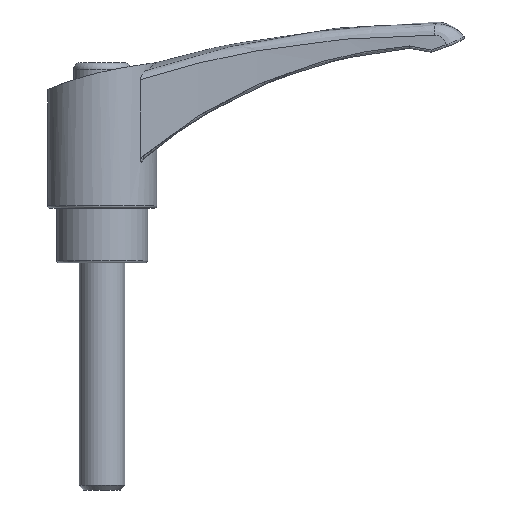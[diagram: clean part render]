
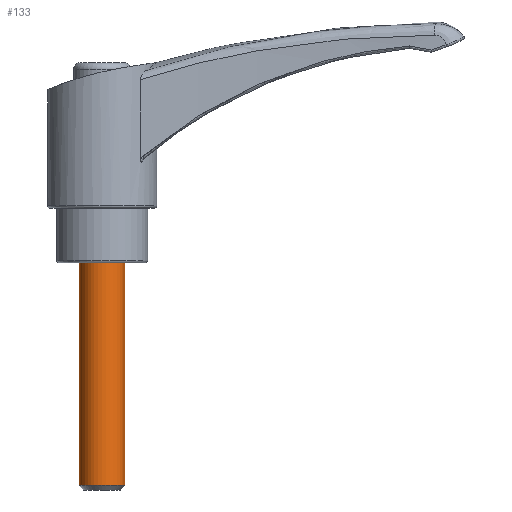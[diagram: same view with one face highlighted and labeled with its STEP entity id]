
A CAD part, front view. The second image highlights one B-rep face of the part: STEP entity #133.
In plain terms, the highlighted cylindrical face has radius 5 mm (diameter 10 mm), a full revolution.
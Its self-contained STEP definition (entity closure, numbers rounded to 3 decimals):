
#133 = ADVANCED_FACE( '', ( #300, #301 ), #302, .T. );
#300 = FACE_OUTER_BOUND( '', #2223, .T. );
#301 = FACE_OUTER_BOUND( '', #2224, .T. );
#302 = CYLINDRICAL_SURFACE( '', #2225, 5. );
#2223 = EDGE_LOOP( '', ( #3978 ) );
#2224 = EDGE_LOOP( '', ( #3979 ) );
#2225 = AXIS2_PLACEMENT_3D( '', #3980, #3981, #3982 );
#3978 = ORIENTED_EDGE( '', *, *, #4248, .T. );
#3979 = ORIENTED_EDGE( '', *, *, #4336, .T. );
#3980 = CARTESIAN_POINT( '', ( 0., 0., -62. ) );
#3981 = DIRECTION( '', ( 0., 0., -1. ) );
#3982 = DIRECTION( '', ( 1., 0., 0. ) );
#4248 = EDGE_CURVE( '', #4455, #4455, #4456, .F. );
#4336 = EDGE_CURVE( '', #4589, #4589, #4590, .T. );
#4455 = VERTEX_POINT( '', #5061 );
#4456 = CIRCLE( '', #5062, 5. );
#4589 = VERTEX_POINT( '', #6361 );
#4590 = CIRCLE( '', #6362, 5. );
#5061 = CARTESIAN_POINT( '', ( -5., 0., -61. ) );
#5062 = AXIS2_PLACEMENT_3D( '', #6960, #6961, #6962 );
#6361 = CARTESIAN_POINT( '', ( 0., 5., -12. ) );
#6362 = AXIS2_PLACEMENT_3D( '', #7011, #7012, #7013 );
#6960 = CARTESIAN_POINT( '', ( 0., 0., -61. ) );
#6961 = DIRECTION( '', ( 0., 0., -1. ) );
#6962 = DIRECTION( '', ( -1., 0., 0. ) );
#7011 = CARTESIAN_POINT( '', ( 0., 0., -12. ) );
#7012 = DIRECTION( '', ( 0., 0., -1. ) );
#7013 = DIRECTION( '', ( 0., 1., 0. ) );
